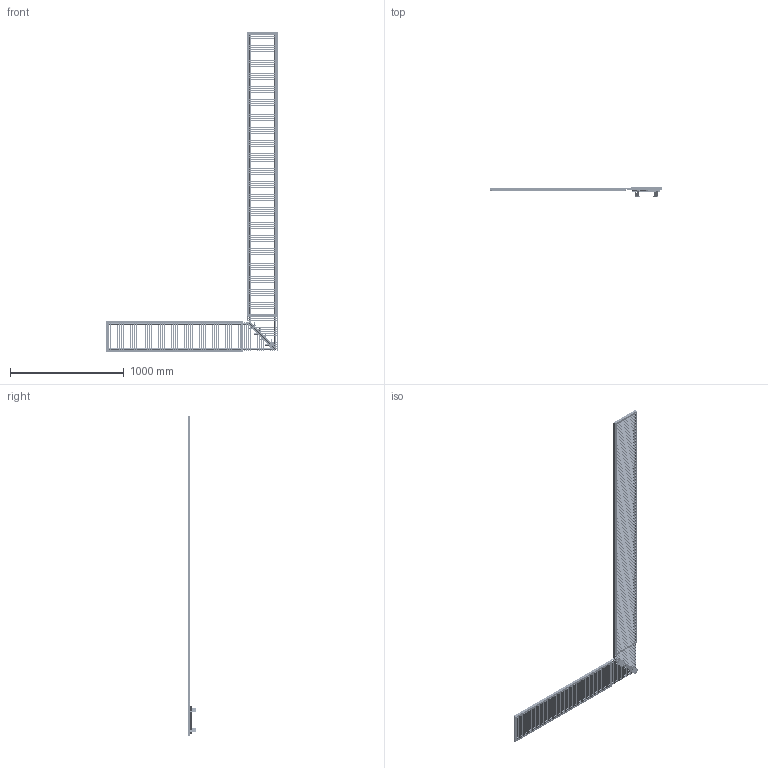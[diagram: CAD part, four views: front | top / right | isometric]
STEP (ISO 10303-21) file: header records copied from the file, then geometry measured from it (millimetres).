
FILE_DESCRIPTION((''),'2;1');
FILE_NAME('__ASM','2020-09-14T',('okanashina'),('elara'),'CREO PARAMETRIC BY PTC INC, 2015080','CREO PARAMETRIC BY PTC INC, 2015080','');
FILE_SCHEMA(('AUTOMOTIVE_DESIGN { 1 0 10303 214 1 1 1 1 }'));
Length unit declared in the file: millimetre
Products named in the file (61): 428_36_000_01-26-44027; 428_36_000_01-26-10036; _285_38_000_04; 428_36_000_01-26-26195; 428_36_000_01-26-9783; 471_42_270_01__________________; 428_36_000_01-26-27201; 428_36_000_01-26-25894; 428_36_000_01-26-26854; 428_36_000_01-26-43777; 428_36_000_01-26-43003; 428_36_000_01-26-25808; 428_36_000_01-26-25555; 470_41_000_02-08______; 428_36_000_01-26-9354; 428_36_000_01-26-43086; 428_36_000_01-26-9014; 428_36_000_01-26-26757; 428_36_000_01-26-44119; 428_36_000_01-26-26140; 428_36_000_01-26-9952; 428_36_000_01-26-8512; 428_36_000_01-26-25646; 428_36_000_01-26-9525; 428_36_000_01-26-26677; 471_42_270_01-01_______________; 428_36_000_01-26-26238; 428_36_000_01-26-43864; 428_36_000_01-26-27116; ______21_3_X_2_3_1__2_-9447; ______21_3_X_2_3_1__3_-24105; ______21_3_X_2_3_1__4_-28579; ______21_3_X_2_3_1__1_-40929; _______________________90_______ASM; 428_36_000_01-26-44377; 428_36_000_01-26-27282; 428_36_000_01-26-26589; 428_36_000_01-26-42745; 428_36_000_01-26-43346; 428_36_000_01-26-42916 ...
Assembly tree (802 placements, depth 5):
  __ASM
    PRODUCT_25868_ASM
      _________90_ASM
        428_36_000_01-26-44027
        428_36_000_01-26-10036
        _285_38_000_04  x64
        428_36_000_01-26-26195  x6
        428_36_000_01-26-9783
        471_42_270_01__________________
        428_36_000_01-26-27201
        428_36_000_01-26-25894
        428_36_000_01-26-26854
        428_36_000_01-26-43777
        428_36_000_01-26-43003
        428_36_000_01-26-25808
        428_36_000_01-26-25555
        470_41_000_02-08______  x2
        428_36_000_01-26-9354
        428_36_000_01-26-43086
        428_36_000_01-26-9014
        428_36_000_01-26-26757
        428_36_000_01-26-44119
        428_36_000_01-26-26140
        428_36_000_01-26-9952
        428_36_000_01-26-8512
        428_36_000_01-26-25646
        428_36_000_01-26-9525
        428_36_000_01-26-26677
        471_42_270_01-01_______________
        428_36_000_01-26-26238
        428_36_000_01-26-43864
        428_36_000_01-26-27116
        _______________________90_______ASM
          ______21_3_X_2_3_1__2_-9447
          ______21_3_X_2_3_1__3_-24105
          ______21_3_X_2_3_1__4_-28579
          ______21_3_X_2_3_1__1_-40929
        428_36_000_01-26-44377
        428_36_000_01-26-27282
        428_36_000_01-26-26589
        428_36_000_01-26-42745
        428_36_000_01-26-43346
        428_36_000_01-26-42916
      _______________270_2500_ASM
        428_36_000_01-26-26195  x151
        _285_38_000_04  x304
        _________________270_2500_______ASM
          ______21_3_X_2_3_1__1_-17118
          ______21_3_X_2_3_1__2_-30152
          ______21_3_X_2_3_1__4_-32373
          ______21_3_X_2_3_1__3_-41887
        ______________270_2500_ASM
          _______-________2-210
          _______-________1-18680
      _______________260_ASM
        _285_38_000_04  x146
        428_36_000_01-26-26195  x72
        ______________270_1200_ASM
          _______-________2-11682
          _______-________1-13577
Bounding box: 1514.19 x 75.53 x 2814.53 mm (x, y, z)
Volume: 4295586.7 mm3; surface area: 4927478.3 mm2
Topology: 793 solids, 793 shells, 8520 faces, 20223 edges, 13289 vertices
Faces by surface type: plane 4384, cylinder 3104, cone 1028, bspline 4
Entity records: 38469 total; most frequent: CARTESIAN_POINT 7098, DIRECTION 6808, ORIENTED_EDGE 3822, AXIS2_PLACEMENT_3D 2614, EDGE_CURVE 1911, VECTOR 1580, LINE 1580, VERTEX_POINT 1279
